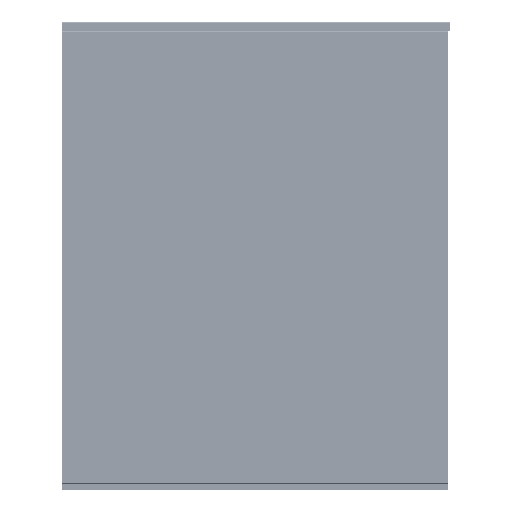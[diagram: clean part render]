
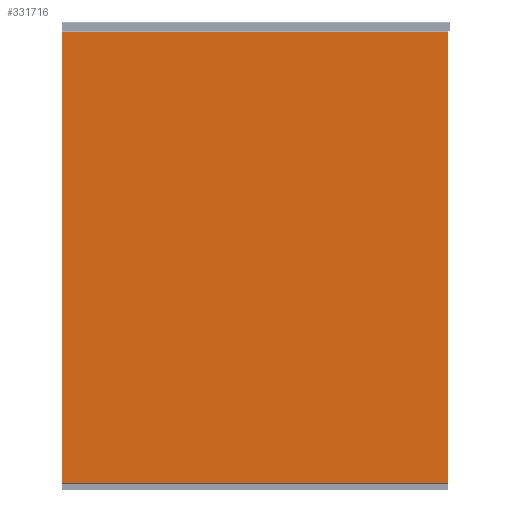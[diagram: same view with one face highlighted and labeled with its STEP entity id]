
A CAD part, left-side view. The second image highlights one B-rep face of the part: STEP entity #331716.
In plain terms, the highlighted planar face has unit normal (-1, 0, 0).
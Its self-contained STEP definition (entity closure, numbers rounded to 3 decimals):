
#331455=CARTESIAN_POINT('',(2422.339,-446.489,582.5));
#331456=VERTEX_POINT('',#331455);
#331463=CARTESIAN_POINT('',(2422.339,-446.696,582.293));
#331464=VERTEX_POINT('',#331463);
#331465=CARTESIAN_POINT('',(2422.339,-446.489,582.5));
#331466=DIRECTION('',(0.0,-0.707,-0.707));
#331467=VECTOR('',#331466,0.293);
#331468=LINE('',#331465,#331467);
#331469=EDGE_CURVE('',#331456,#331464,#331468,.T.);
#331486=CARTESIAN_POINT('',(2422.339,50.097,582.5));
#331487=VERTEX_POINT('',#331486);
#331494=CARTESIAN_POINT('',(2422.339,50.097,582.5));
#331495=DIRECTION('',(0.0,-1.0,0.0));
#331496=VECTOR('',#331495,496.586);
#331497=LINE('',#331494,#331496);
#331498=EDGE_CURVE('',#331487,#331456,#331497,.T.);
#331509=CARTESIAN_POINT('',(2422.339,-446.696,0.707));
#331510=VERTEX_POINT('',#331509);
#331511=CARTESIAN_POINT('',(2422.339,-446.696,582.293));
#331512=DIRECTION('',(0.0,0.0,-1.0));
#331513=VECTOR('',#331512,581.586);
#331514=LINE('',#331511,#331513);
#331515=EDGE_CURVE('',#331464,#331510,#331514,.T.);
#331541=CARTESIAN_POINT('',(2422.339,50.304,582.293));
#331542=VERTEX_POINT('',#331541);
#331549=CARTESIAN_POINT('',(2422.339,50.304,582.293));
#331550=DIRECTION('',(0.0,-0.707,0.707));
#331551=VECTOR('',#331550,0.293);
#331552=LINE('',#331549,#331551);
#331553=EDGE_CURVE('',#331542,#331487,#331552,.T.);
#331564=CARTESIAN_POINT('',(2422.339,-446.489,0.5));
#331565=VERTEX_POINT('',#331564);
#331566=CARTESIAN_POINT('',(2422.339,-446.696,0.707));
#331567=DIRECTION('',(0.0,0.707,-0.707));
#331568=VECTOR('',#331567,0.293);
#331569=LINE('',#331566,#331568);
#331570=EDGE_CURVE('',#331510,#331565,#331569,.T.);
#331596=CARTESIAN_POINT('',(2422.339,50.304,0.707));
#331597=VERTEX_POINT('',#331596);
#331604=CARTESIAN_POINT('',(2422.339,50.304,0.707));
#331605=DIRECTION('',(0.0,0.0,1.0));
#331606=VECTOR('',#331605,581.586);
#331607=LINE('',#331604,#331606);
#331608=EDGE_CURVE('',#331597,#331542,#331607,.T.);
#331619=CARTESIAN_POINT('',(2422.339,50.097,0.5));
#331620=VERTEX_POINT('',#331619);
#331621=CARTESIAN_POINT('',(2422.339,-446.489,0.5));
#331622=DIRECTION('',(0.0,1.0,0.0));
#331623=VECTOR('',#331622,496.586);
#331624=LINE('',#331621,#331623);
#331625=EDGE_CURVE('',#331565,#331620,#331624,.T.);
#331657=CARTESIAN_POINT('',(2422.339,50.097,0.5));
#331658=DIRECTION('',(0.0,0.707,0.707));
#331659=VECTOR('',#331658,0.293);
#331660=LINE('',#331657,#331659);
#331661=EDGE_CURVE('',#331620,#331597,#331660,.T.);
#331701=CARTESIAN_POINT('',(2422.339,50.804,0.));
#331702=DIRECTION('',(-1.0,0.0,0.0));
#331703=DIRECTION('',(0.0,-1.0,0.0));
#331704=AXIS2_PLACEMENT_3D('',#331701,#331702,#331703);
#331705=PLANE('',#331704);
#331706=ORIENTED_EDGE('',*,*,#331469,.F.);
#331707=ORIENTED_EDGE('',*,*,#331498,.F.);
#331708=ORIENTED_EDGE('',*,*,#331553,.F.);
#331709=ORIENTED_EDGE('',*,*,#331608,.F.);
#331710=ORIENTED_EDGE('',*,*,#331661,.F.);
#331711=ORIENTED_EDGE('',*,*,#331625,.F.);
#331712=ORIENTED_EDGE('',*,*,#331570,.F.);
#331713=ORIENTED_EDGE('',*,*,#331515,.F.);
#331714=EDGE_LOOP('',(#331706,#331707,#331708,#331709,#331710,#331711,#331712,#331713));
#331715=FACE_OUTER_BOUND('',#331714,.T.);
#331716=ADVANCED_FACE('',(#331715),#331705,.T.);
